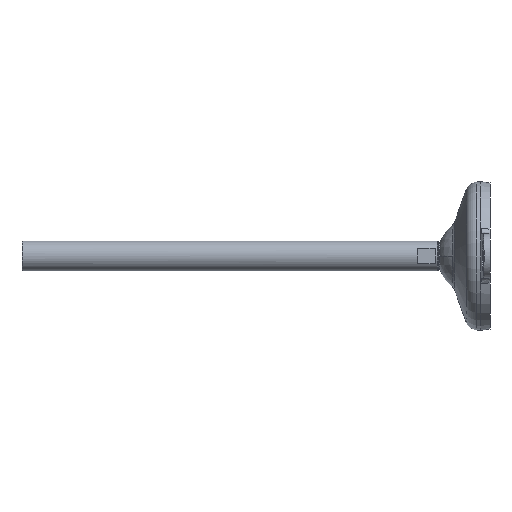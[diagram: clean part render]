
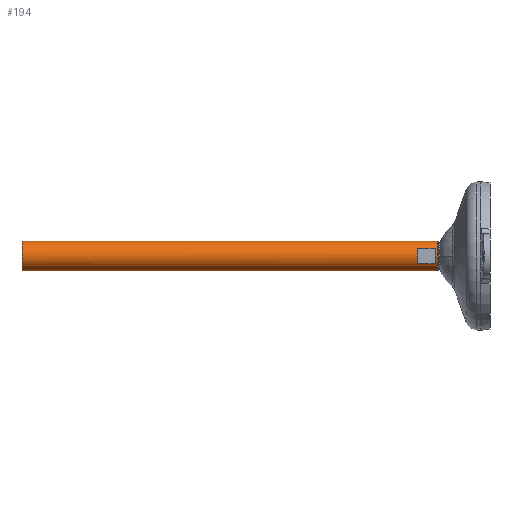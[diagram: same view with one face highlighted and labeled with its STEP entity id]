
A CAD part, left-side view. The second image highlights one B-rep face of the part: STEP entity #194.
In plain terms, the highlighted cylindrical face has radius 10 mm (diameter 20 mm), a partial arc.
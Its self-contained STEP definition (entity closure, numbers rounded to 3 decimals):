
#158 = EDGE_LOOP ( 'NONE', ( #1396, #885, #1440, #673 ) ) ;
#170 = CARTESIAN_POINT ( 'NONE',  ( -8.5, 37., -5.268 ) ) ;
#186 = VECTOR ( 'NONE', #1153, 1000. ) ;
#192 = VERTEX_POINT ( 'NONE', #395 ) ;
#194 = ADVANCED_FACE ( 'NONE', ( #954, #1489 ), #1606, .T. ) ;
#244 = AXIS2_PLACEMENT_3D ( 'NONE', #692, #390, #799 ) ;
#275 = EDGE_LOOP ( 'NONE', ( #399, #738, #573, #1416 ) ) ;
#281 = CARTESIAN_POINT ( 'NONE',  ( 0., 0., 0. ) ) ;
#289 = AXIS2_PLACEMENT_3D ( 'NONE', #555, #669, #1353 ) ;
#302 = DIRECTION ( 'NONE',  ( 0., -1., 0. ) ) ;
#350 = EDGE_CURVE ( 'NONE', #1110, #418, #586, .T. ) ;
#352 = CARTESIAN_POINT ( 'NONE',  ( -8.5, 48.5, 5.268 ) ) ;
#360 = DIRECTION ( 'NONE',  ( 0., -1., 0. ) ) ;
#390 = DIRECTION ( 'NONE',  ( 0., 1., 0. ) ) ;
#395 = CARTESIAN_POINT ( 'NONE',  ( -8.5, 37., 5.268 ) ) ;
#399 = ORIENTED_EDGE ( 'NONE', *, *, #1221, .F. ) ;
#402 = DIRECTION ( 'NONE',  ( 0., 0., -1. ) ) ;
#418 = VERTEX_POINT ( 'NONE', #864 ) ;
#430 = CIRCLE ( 'NONE', #289, 10. ) ;
#457 = AXIS2_PLACEMENT_3D ( 'NONE', #1487, #563, #1630 ) ;
#555 = CARTESIAN_POINT ( 'NONE',  ( 0., 35.5, 0. ) ) ;
#562 = VERTEX_POINT ( 'NONE', #170 ) ;
#563 = DIRECTION ( 'NONE',  ( 0., -1., 0. ) ) ;
#573 = ORIENTED_EDGE ( 'NONE', *, *, #350, .T. ) ;
#586 = LINE ( 'NONE', #707, #1365 ) ;
#602 = EDGE_CURVE ( 'NONE', #192, #562, #1023, .T. ) ;
#617 = CARTESIAN_POINT ( 'NONE',  ( -8.5, 0., 5.268 ) ) ;
#626 = EDGE_CURVE ( 'NONE', #877, #418, #430, .T. ) ;
#637 = VECTOR ( 'NONE', #1303, 1000. ) ;
#669 = DIRECTION ( 'NONE',  ( 0., -1., 0. ) ) ;
#673 = ORIENTED_EDGE ( 'NONE', *, *, #602, .T. ) ;
#692 = CARTESIAN_POINT ( 'NONE',  ( 0., 48.5, 0. ) ) ;
#701 = VERTEX_POINT ( 'NONE', #886 ) ;
#707 = CARTESIAN_POINT ( 'NONE',  ( 0., 0., -10. ) ) ;
#738 = ORIENTED_EDGE ( 'NONE', *, *, #1148, .T. ) ;
#744 = AXIS2_PLACEMENT_3D ( 'NONE', #1725, #360, #748 ) ;
#748 = DIRECTION ( 'NONE',  ( 0., 0., -1. ) ) ;
#763 = LINE ( 'NONE', #617, #1287 ) ;
#774 = VERTEX_POINT ( 'NONE', #870 ) ;
#780 = LINE ( 'NONE', #883, #186 ) ;
#798 = DIRECTION ( 'NONE',  ( 0., -1., 0. ) ) ;
#799 = DIRECTION ( 'NONE',  ( 0., 0., 1. ) ) ;
#826 = AXIS2_PLACEMENT_3D ( 'NONE', #281, #798, #402 ) ;
#864 = CARTESIAN_POINT ( 'NONE',  ( 0., 35.5, -10. ) ) ;
#870 = CARTESIAN_POINT ( 'NONE',  ( 0., 315., 10. ) ) ;
#877 = VERTEX_POINT ( 'NONE', #1040 ) ;
#883 = CARTESIAN_POINT ( 'NONE',  ( 0., 0., 10. ) ) ;
#885 = ORIENTED_EDGE ( 'NONE', *, *, #1347, .T. ) ;
#886 = CARTESIAN_POINT ( 'NONE',  ( -8.5, 48.5, -5.268 ) ) ;
#954 = FACE_OUTER_BOUND ( 'NONE', #275, .T. ) ;
#1023 = CIRCLE ( 'NONE', #457, 10. ) ;
#1040 = CARTESIAN_POINT ( 'NONE',  ( 0., 35.5, 10. ) ) ;
#1110 = VERTEX_POINT ( 'NONE', #1133 ) ;
#1133 = CARTESIAN_POINT ( 'NONE',  ( 0., 315., -10. ) ) ;
#1140 = CIRCLE ( 'NONE', #744, 10. ) ;
#1148 = EDGE_CURVE ( 'NONE', #774, #1110, #1140, .T. ) ;
#1153 = DIRECTION ( 'NONE',  ( 0., -1., 0. ) ) ;
#1162 = VERTEX_POINT ( 'NONE', #352 ) ;
#1197 = EDGE_CURVE ( 'NONE', #1162, #192, #763, .T. ) ;
#1221 = EDGE_CURVE ( 'NONE', #774, #877, #780, .T. ) ;
#1223 = EDGE_CURVE ( 'NONE', #562, #701, #1309, .T. ) ;
#1287 = VECTOR ( 'NONE', #1584, 1000. ) ;
#1303 = DIRECTION ( 'NONE',  ( 0., 1., 0. ) ) ;
#1309 = LINE ( 'NONE', #1422, #637 ) ;
#1347 = EDGE_CURVE ( 'NONE', #701, #1162, #1642, .T. ) ;
#1353 = DIRECTION ( 'NONE',  ( 0., 0., -1. ) ) ;
#1365 = VECTOR ( 'NONE', #302, 1000. ) ;
#1396 = ORIENTED_EDGE ( 'NONE', *, *, #1223, .T. ) ;
#1416 = ORIENTED_EDGE ( 'NONE', *, *, #626, .F. ) ;
#1422 = CARTESIAN_POINT ( 'NONE',  ( -8.5, 0., -5.268 ) ) ;
#1440 = ORIENTED_EDGE ( 'NONE', *, *, #1197, .T. ) ;
#1487 = CARTESIAN_POINT ( 'NONE',  ( 0., 37., 0. ) ) ;
#1489 = FACE_BOUND ( 'NONE', #158, .T. ) ;
#1584 = DIRECTION ( 'NONE',  ( 0., -1., 0. ) ) ;
#1606 = CYLINDRICAL_SURFACE ( 'NONE', #826, 10. ) ;
#1630 = DIRECTION ( 'NONE',  ( 0., 0., -1. ) ) ;
#1642 = CIRCLE ( 'NONE', #244, 10. ) ;
#1725 = CARTESIAN_POINT ( 'NONE',  ( 0., 315., 0. ) ) ;
